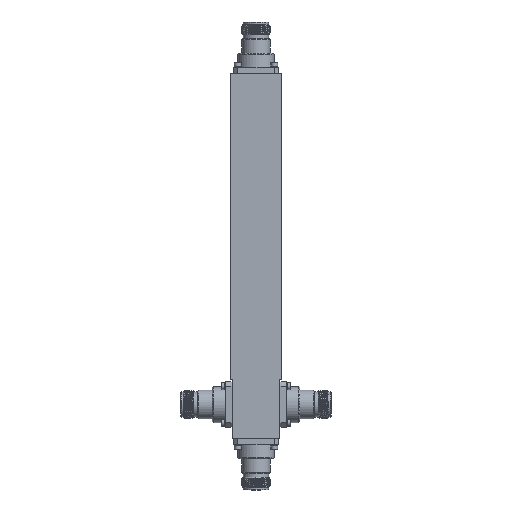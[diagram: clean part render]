
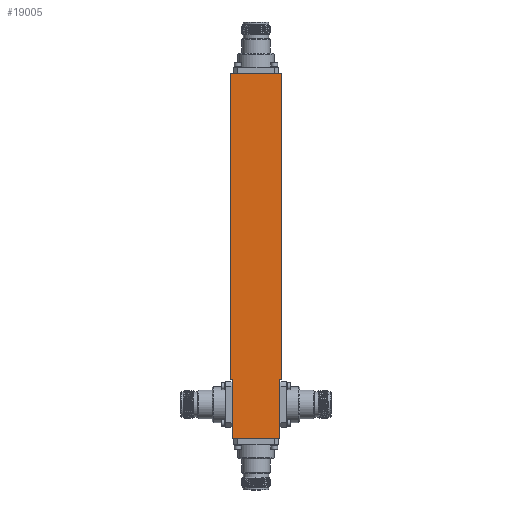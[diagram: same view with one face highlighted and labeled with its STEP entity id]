
A CAD part, left-side view. The second image highlights one B-rep face of the part: STEP entity #19005.
In plain terms, the highlighted planar face has unit normal (-1, 0, 0).
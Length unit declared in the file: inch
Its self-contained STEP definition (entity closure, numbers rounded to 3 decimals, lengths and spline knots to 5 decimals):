
#411 = DIRECTION ( 'NONE',  ( 0., 0., -1. ) ) ;
#971 = EDGE_CURVE ( 'NONE', #10996, #15640, #12912, .T. ) ;
#2079 = VERTEX_POINT ( 'NONE', #7914 ) ;
#3191 = DIRECTION ( 'NONE',  ( 0., 0., 1. ) ) ;
#3197 = EDGE_CURVE ( 'NONE', #14173, #6105, #20726, .T. ) ;
#3279 = DIRECTION ( 'NONE',  ( 0., -1., 0. ) ) ;
#3387 = VERTEX_POINT ( 'NONE', #10734 ) ;
#3506 = CARTESIAN_POINT ( 'NONE',  ( -0.565, 0.565, 4. ) ) ;
#4149 = VERTEX_POINT ( 'NONE', #6213 ) ;
#5064 = VECTOR ( 'NONE', #11033, 39.37008 ) ;
#5161 = VECTOR ( 'NONE', #11200, 39.37008 ) ;
#5378 = CARTESIAN_POINT ( 'NONE',  ( -0.565, -0.525, -4. ) ) ;
#5448 = CARTESIAN_POINT ( 'NONE',  ( -0.565, -0.565, -4. ) ) ;
#6013 = VECTOR ( 'NONE', #10171, 39.37008 ) ;
#6105 = VERTEX_POINT ( 'NONE', #5378 ) ;
#6199 = ORIENTED_EDGE ( 'NONE', *, *, #9584, .F. ) ;
#6213 = CARTESIAN_POINT ( 'NONE',  ( -0.565, 0.565, 4. ) ) ;
#6344 = CARTESIAN_POINT ( 'NONE',  ( -0.565, -0.565, -2.7 ) ) ;
#6540 = CARTESIAN_POINT ( 'NONE',  ( -0.565, 0.565, -2.7 ) ) ;
#7050 = ORIENTED_EDGE ( 'NONE', *, *, #971, .T. ) ;
#7807 = FACE_OUTER_BOUND ( 'NONE', #9615, .T. ) ;
#7885 = VECTOR ( 'NONE', #24133, 39.37008 ) ;
#7914 = CARTESIAN_POINT ( 'NONE',  ( -0.565, -0.565, 4. ) ) ;
#8339 = ORIENTED_EDGE ( 'NONE', *, *, #9133, .F. ) ;
#8386 = VECTOR ( 'NONE', #14688, 39.37008 ) ;
#9099 = CARTESIAN_POINT ( 'NONE',  ( -0.565, -0.565, 4. ) ) ;
#9133 = EDGE_CURVE ( 'NONE', #2079, #15640, #12664, .T. ) ;
#9584 = EDGE_CURVE ( 'NONE', #4149, #2079, #14380, .T. ) ;
#9615 = EDGE_LOOP ( 'NONE', ( #13628, #20006, #18004, #7050, #8339, #6199, #22701, #20932 ) ) ;
#9665 = DIRECTION ( 'NONE',  ( 1., 0., 0. ) ) ;
#9780 = PLANE ( 'NONE',  #21755 ) ;
#9840 = EDGE_CURVE ( 'NONE', #4149, #10045, #20400, .T. ) ;
#9845 = CARTESIAN_POINT ( 'NONE',  ( -0.565, 0.525, -4. ) ) ;
#10045 = VERTEX_POINT ( 'NONE', #6540 ) ;
#10171 = DIRECTION ( 'NONE',  ( 0., 1., 0. ) ) ;
#10564 = VECTOR ( 'NONE', #3279, 39.37008 ) ;
#10730 = VECTOR ( 'NONE', #21063, 39.37008 ) ;
#10734 = CARTESIAN_POINT ( 'NONE',  ( -0.565, 0.525, -2.7 ) ) ;
#10813 = CARTESIAN_POINT ( 'NONE',  ( -0.565, -0.565, 4. ) ) ;
#10996 = VERTEX_POINT ( 'NONE', #22276 ) ;
#11033 = DIRECTION ( 'NONE',  ( 0., 0., -1. ) ) ;
#11200 = DIRECTION ( 'NONE',  ( 0., -1., 0. ) ) ;
#11870 = CARTESIAN_POINT ( 'NONE',  ( -0.565, -0.565, 4. ) ) ;
#12500 = CARTESIAN_POINT ( 'NONE',  ( -0.565, -0.565, -2.7 ) ) ;
#12664 = LINE ( 'NONE', #9099, #7885 ) ;
#12851 = EDGE_CURVE ( 'NONE', #3387, #10045, #15728, .T. ) ;
#12912 = LINE ( 'NONE', #16862, #5161 ) ;
#13628 = ORIENTED_EDGE ( 'NONE', *, *, #13776, .F. ) ;
#13776 = EDGE_CURVE ( 'NONE', #14173, #3387, #19840, .T. ) ;
#14173 = VERTEX_POINT ( 'NONE', #9845 ) ;
#14283 = CARTESIAN_POINT ( 'NONE',  ( -0.565, 0.525, 4. ) ) ;
#14380 = LINE ( 'NONE', #10813, #10564 ) ;
#14688 = DIRECTION ( 'NONE',  ( 0., -1., 0. ) ) ;
#15379 = LINE ( 'NONE', #22899, #10730 ) ;
#15640 = VERTEX_POINT ( 'NONE', #12500 ) ;
#15728 = LINE ( 'NONE', #6344, #6013 ) ;
#16862 = CARTESIAN_POINT ( 'NONE',  ( -0.565, -0.565, -2.7 ) ) ;
#18004 = ORIENTED_EDGE ( 'NONE', *, *, #18956, .T. ) ;
#18956 = EDGE_CURVE ( 'NONE', #6105, #10996, #15379, .T. ) ;
#19005 = ADVANCED_FACE ( 'NONE', ( #7807 ), #9780, .F. ) ;
#19840 = LINE ( 'NONE', #14283, #21392 ) ;
#20006 = ORIENTED_EDGE ( 'NONE', *, *, #3197, .T. ) ;
#20400 = LINE ( 'NONE', #3506, #5064 ) ;
#20726 = LINE ( 'NONE', #5448, #8386 ) ;
#20932 = ORIENTED_EDGE ( 'NONE', *, *, #12851, .F. ) ;
#21063 = DIRECTION ( 'NONE',  ( 0., 0., 1. ) ) ;
#21392 = VECTOR ( 'NONE', #3191, 39.37008 ) ;
#21755 = AXIS2_PLACEMENT_3D ( 'NONE', #11870, #9665, #411 ) ;
#22276 = CARTESIAN_POINT ( 'NONE',  ( -0.565, -0.525, -2.7 ) ) ;
#22701 = ORIENTED_EDGE ( 'NONE', *, *, #9840, .T. ) ;
#22899 = CARTESIAN_POINT ( 'NONE',  ( -0.565, -0.525, 4. ) ) ;
#24133 = DIRECTION ( 'NONE',  ( 0., 0., -1. ) ) ;
